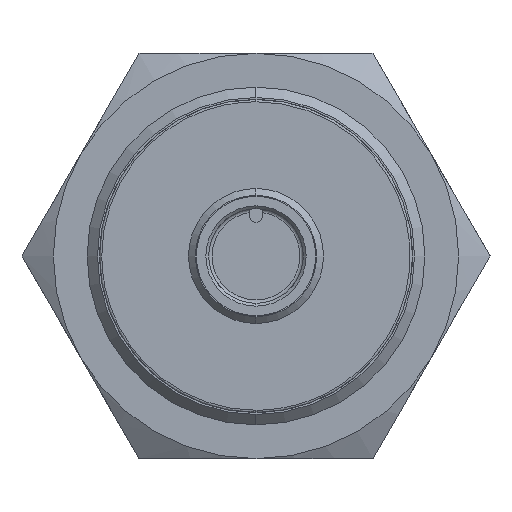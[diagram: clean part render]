
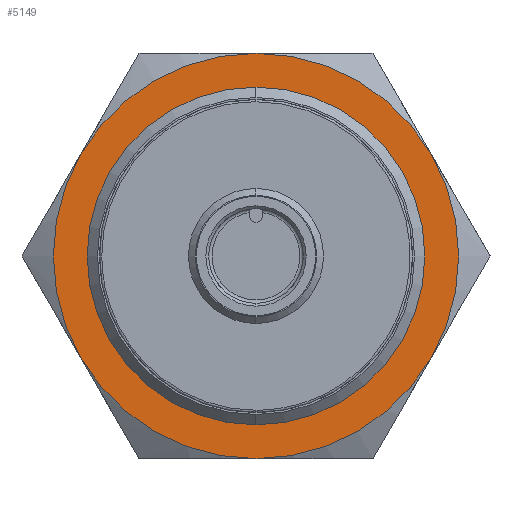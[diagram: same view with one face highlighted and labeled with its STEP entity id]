
A CAD part, left-side view. The second image highlights one B-rep face of the part: STEP entity #5149.
In plain terms, the highlighted planar face has unit normal (-1, 0, 0).
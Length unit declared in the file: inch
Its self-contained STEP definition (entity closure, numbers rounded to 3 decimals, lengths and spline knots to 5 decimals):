
#3 = CIRCLE ( 'NONE', #5731, 0.70866 ) ;
#209 = DIRECTION ( 'NONE',  ( -1., 0., 0. ) ) ;
#240 = EDGE_CURVE ( 'NONE', #4599, #496, #3896, .T. ) ;
#348 = AXIS2_PLACEMENT_3D ( 'NONE', #4028, #5339, #5864 ) ;
#365 = EDGE_CURVE ( 'NONE', #4753, #3776, #1968, .T. ) ;
#371 = CARTESIAN_POINT ( 'NONE',  ( 1.1811, -0.61372, 0.35433 ) ) ;
#403 = DIRECTION ( 'NONE',  ( -1., 0., 0. ) ) ;
#496 = VERTEX_POINT ( 'NONE', #5429 ) ;
#653 = CARTESIAN_POINT ( 'NONE',  ( 1.1811, 0.61372, 0.35433 ) ) ;
#670 = DIRECTION ( 'NONE',  ( 0., 0., -1. ) ) ;
#695 = CARTESIAN_POINT ( 'NONE',  ( 1.1811, -0.61372, -0.35433 ) ) ;
#845 = ORIENTED_EDGE ( 'NONE', *, *, #4946, .T. ) ;
#846 = VERTEX_POINT ( 'NONE', #3481 ) ;
#853 = VERTEX_POINT ( 'NONE', #695 ) ;
#928 = CARTESIAN_POINT ( 'NONE',  ( 1.1811, 0., 0. ) ) ;
#1112 = ORIENTED_EDGE ( 'NONE', *, *, #1765, .T. ) ;
#1162 = AXIS2_PLACEMENT_3D ( 'NONE', #928, #1904, #2345 ) ;
#1251 = ORIENTED_EDGE ( 'NONE', *, *, #4025, .T. ) ;
#1325 = CARTESIAN_POINT ( 'NONE',  ( 1.1811, 0., 0. ) ) ;
#1426 = EDGE_CURVE ( 'NONE', #3974, #846, #1872, .T. ) ;
#1597 = DIRECTION ( 'NONE',  ( -1., 0., 0. ) ) ;
#1702 = CIRCLE ( 'NONE', #1831, 0.70866 ) ;
#1765 = EDGE_CURVE ( 'NONE', #496, #4599, #4857, .T. ) ;
#1831 = AXIS2_PLACEMENT_3D ( 'NONE', #5193, #3834, #4683 ) ;
#1872 = CIRCLE ( 'NONE', #4365, 0.70866 ) ;
#1904 = DIRECTION ( 'NONE',  ( -1., 0., 0. ) ) ;
#1968 = CIRCLE ( 'NONE', #348, 0.70866 ) ;
#2038 = AXIS2_PLACEMENT_3D ( 'NONE', #2730, #5877, #3192 ) ;
#2063 = DIRECTION ( 'NONE',  ( 0., 0., 1. ) ) ;
#2239 = AXIS2_PLACEMENT_3D ( 'NONE', #1325, #4951, #5386 ) ;
#2345 = DIRECTION ( 'NONE',  ( 0., 0., -1. ) ) ;
#2564 = PLANE ( 'NONE',  #5694 ) ;
#2730 = CARTESIAN_POINT ( 'NONE',  ( 1.1811, 0., 0. ) ) ;
#2862 = AXIS2_PLACEMENT_3D ( 'NONE', #5278, #3469, #5295 ) ;
#2925 = CARTESIAN_POINT ( 'NONE',  ( 1.1811, 0., 0. ) ) ;
#3030 = VERTEX_POINT ( 'NONE', #653 ) ;
#3054 = FACE_OUTER_BOUND ( 'NONE', #5792, .T. ) ;
#3189 = CARTESIAN_POINT ( 'NONE',  ( 1.1811, 0., 0.59055 ) ) ;
#3192 = DIRECTION ( 'NONE',  ( 0., 0., 1. ) ) ;
#3467 = EDGE_LOOP ( 'NONE', ( #3475, #1112 ) ) ;
#3469 = DIRECTION ( 'NONE',  ( 1., 0., 0. ) ) ;
#3475 = ORIENTED_EDGE ( 'NONE', *, *, #240, .T. ) ;
#3481 = CARTESIAN_POINT ( 'NONE',  ( 1.1811, 0., 0.70866 ) ) ;
#3776 = VERTEX_POINT ( 'NONE', #4300 ) ;
#3791 = CIRCLE ( 'NONE', #1162, 0.70866 ) ;
#3834 = DIRECTION ( 'NONE',  ( -1., 0., 0. ) ) ;
#3891 = CARTESIAN_POINT ( 'NONE',  ( 1.1811, -0.35433, 0. ) ) ;
#3896 = CIRCLE ( 'NONE', #2038, 0.59055 ) ;
#3974 = VERTEX_POINT ( 'NONE', #371 ) ;
#4025 = EDGE_CURVE ( 'NONE', #3776, #853, #4987, .T. ) ;
#4028 = CARTESIAN_POINT ( 'NONE',  ( 1.1811, 0., 0. ) ) ;
#4079 = CARTESIAN_POINT ( 'NONE',  ( 1.1811, 0., 0. ) ) ;
#4097 = DIRECTION ( 'NONE',  ( 0., 0., -1. ) ) ;
#4179 = ORIENTED_EDGE ( 'NONE', *, *, #365, .T. ) ;
#4204 = ORIENTED_EDGE ( 'NONE', *, *, #4680, .T. ) ;
#4300 = CARTESIAN_POINT ( 'NONE',  ( 1.1811, 0., -0.70866 ) ) ;
#4339 = FACE_BOUND ( 'NONE', #3467, .T. ) ;
#4365 = AXIS2_PLACEMENT_3D ( 'NONE', #2925, #209, #670 ) ;
#4599 = VERTEX_POINT ( 'NONE', #3189 ) ;
#4634 = EDGE_CURVE ( 'NONE', #3030, #4753, #3, .T. ) ;
#4680 = EDGE_CURVE ( 'NONE', #846, #3030, #3791, .T. ) ;
#4683 = DIRECTION ( 'NONE',  ( 0., 0., -1. ) ) ;
#4753 = VERTEX_POINT ( 'NONE', #5471 ) ;
#4857 = CIRCLE ( 'NONE', #2862, 0.59055 ) ;
#4946 = EDGE_CURVE ( 'NONE', #853, #3974, #1702, .T. ) ;
#4951 = DIRECTION ( 'NONE',  ( -1., 0., 0. ) ) ;
#4987 = CIRCLE ( 'NONE', #2239, 0.70866 ) ;
#5149 = ADVANCED_FACE ( 'NONE', ( #3054, #4339 ), #2564, .T. ) ;
#5193 = CARTESIAN_POINT ( 'NONE',  ( 1.1811, 0., 0. ) ) ;
#5278 = CARTESIAN_POINT ( 'NONE',  ( 1.1811, 0., 0. ) ) ;
#5295 = DIRECTION ( 'NONE',  ( 0., 0., 1. ) ) ;
#5338 = ORIENTED_EDGE ( 'NONE', *, *, #1426, .T. ) ;
#5339 = DIRECTION ( 'NONE',  ( -1., 0., 0. ) ) ;
#5386 = DIRECTION ( 'NONE',  ( 0., 0., -1. ) ) ;
#5429 = CARTESIAN_POINT ( 'NONE',  ( 1.1811, 0., -0.59055 ) ) ;
#5471 = CARTESIAN_POINT ( 'NONE',  ( 1.1811, 0.61372, -0.35433 ) ) ;
#5650 = ORIENTED_EDGE ( 'NONE', *, *, #4634, .T. ) ;
#5694 = AXIS2_PLACEMENT_3D ( 'NONE', #3891, #1597, #2063 ) ;
#5731 = AXIS2_PLACEMENT_3D ( 'NONE', #4079, #403, #4097 ) ;
#5792 = EDGE_LOOP ( 'NONE', ( #1251, #845, #5338, #4204, #5650, #4179 ) ) ;
#5864 = DIRECTION ( 'NONE',  ( 0., 0., -1. ) ) ;
#5877 = DIRECTION ( 'NONE',  ( 1., 0., 0. ) ) ;
